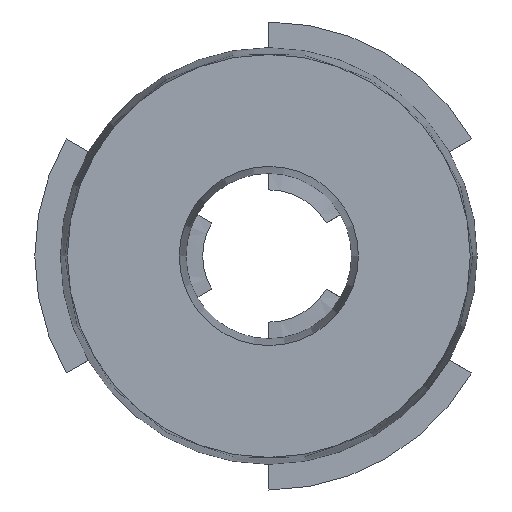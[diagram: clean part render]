
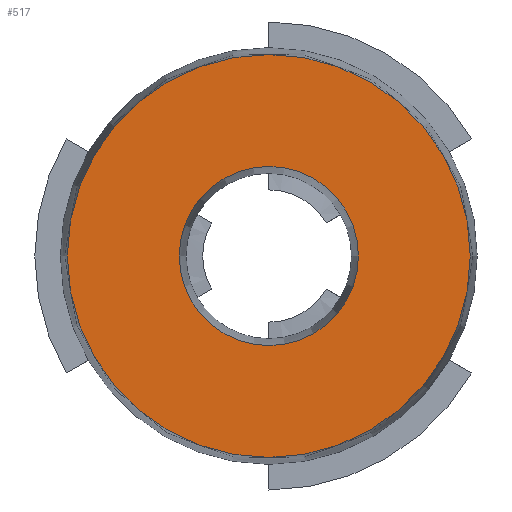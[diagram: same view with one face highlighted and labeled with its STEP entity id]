
A CAD part, front view. The second image highlights one B-rep face of the part: STEP entity #517.
In plain terms, the highlighted planar face has unit normal (0, -1, 0).
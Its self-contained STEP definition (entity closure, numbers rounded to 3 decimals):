
#18=FACE_BOUND('',#170,.T.);
#109=PLANE('',#607);
#139=FACE_OUTER_BOUND('',#169,.T.);
#169=EDGE_LOOP('',(#483));
#170=EDGE_LOOP('',(#484));
#212=CIRCLE('',#604,1.355);
#213=CIRCLE('',#606,3.045);
#258=VERTEX_POINT('',#986);
#259=VERTEX_POINT('',#990);
#332=EDGE_CURVE('',#258,#258,#212,.T.);
#333=EDGE_CURVE('',#259,#259,#213,.T.);
#483=ORIENTED_EDGE('',*,*,#333,.F.);
#484=ORIENTED_EDGE('',*,*,#332,.T.);
#517=ADVANCED_FACE('',(#139,#18),#109,.T.);
#604=AXIS2_PLACEMENT_3D('',#988,#773,#774);
#606=AXIS2_PLACEMENT_3D('',#991,#777,#778);
#607=AXIS2_PLACEMENT_3D('',#993,#780,#781);
#773=DIRECTION('center_axis',(0.,1.,0.));
#774=DIRECTION('ref_axis',(-1.,0.,0.));
#777=DIRECTION('center_axis',(0.,1.,0.));
#778=DIRECTION('ref_axis',(1.,0.,0.));
#780=DIRECTION('center_axis',(0.,-1.,0.));
#781=DIRECTION('ref_axis',(0.,0.,-1.));
#986=CARTESIAN_POINT('',(1.355,-3.,0.));
#988=CARTESIAN_POINT('Origin',(0.,-3.,0.));
#990=CARTESIAN_POINT('',(-3.045,-3.,0.));
#991=CARTESIAN_POINT('Origin',(0.,-3.,0.));
#993=CARTESIAN_POINT('Origin',(0.,-3.,0.));
